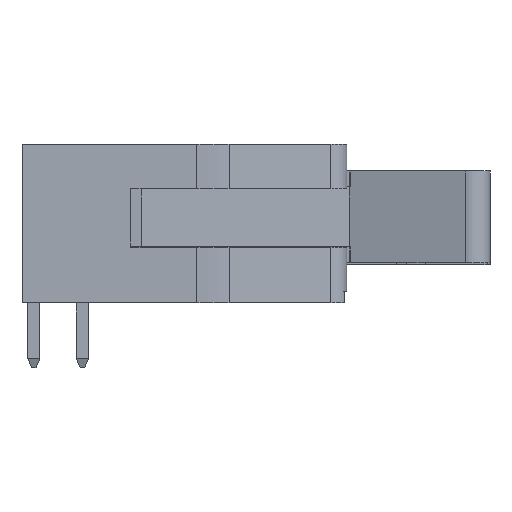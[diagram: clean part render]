
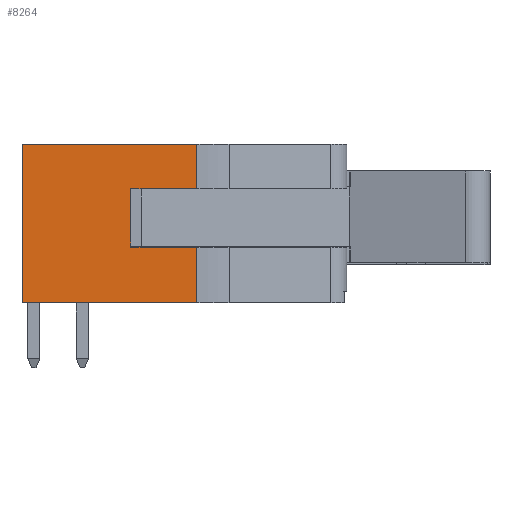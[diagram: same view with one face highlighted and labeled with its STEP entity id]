
A CAD part, front view. The second image highlights one B-rep face of the part: STEP entity #8264.
In plain terms, the highlighted face is planar.
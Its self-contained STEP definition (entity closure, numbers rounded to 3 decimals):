
#414=PLANE('',#8933);
#1058=LINE('',#12512,#2103);
#1061=LINE('',#12523,#2106);
#1066=LINE('',#12534,#2111);
#1403=LINE('',#13265,#2448);
#1450=LINE('',#13369,#2495);
#1462=LINE('',#13401,#2507);
#1463=LINE('',#13403,#2508);
#1464=LINE('',#13405,#2509);
#2103=VECTOR('',#10266,1000.);
#2106=VECTOR('',#10275,1000.);
#2111=VECTOR('',#10284,1000.);
#2448=VECTOR('',#10895,1000.);
#2495=VECTOR('',#11018,1000.);
#2507=VECTOR('',#11058,1000.);
#2508=VECTOR('',#11059,1000.);
#2509=VECTOR('',#11060,1000.);
#4715=ORIENTED_EDGE('',*,*,#5511,.F.);
#4716=ORIENTED_EDGE('',*,*,#5500,.F.);
#4717=ORIENTED_EDGE('',*,*,#5505,.T.);
#4718=ORIENTED_EDGE('',*,*,#5939,.F.);
#4719=ORIENTED_EDGE('',*,*,#5954,.T.);
#4720=ORIENTED_EDGE('',*,*,#5955,.T.);
#4721=ORIENTED_EDGE('',*,*,#5956,.F.);
#4722=ORIENTED_EDGE('',*,*,#5889,.F.);
#5500=EDGE_CURVE('',#6410,#6411,#1058,.T.);
#5505=EDGE_CURVE('',#6410,#6415,#1061,.T.);
#5511=EDGE_CURVE('',#6411,#6420,#1066,.T.);
#5889=EDGE_CURVE('',#6420,#6677,#1403,.T.);
#5939=EDGE_CURVE('',#6695,#6415,#1450,.T.);
#5954=EDGE_CURVE('',#6695,#6702,#1462,.T.);
#5955=EDGE_CURVE('',#6702,#6703,#1463,.T.);
#5956=EDGE_CURVE('',#6677,#6703,#1464,.T.);
#6410=VERTEX_POINT('',#12511);
#6411=VERTEX_POINT('',#12513);
#6415=VERTEX_POINT('',#12522);
#6420=VERTEX_POINT('',#12535);
#6677=VERTEX_POINT('',#13266);
#6695=VERTEX_POINT('',#13368);
#6702=VERTEX_POINT('',#13402);
#6703=VERTEX_POINT('',#13404);
#7287=EDGE_LOOP('',(#4715,#4716,#4717,#4718,#4719,#4720,#4721,#4722));
#7778=FACE_BOUND('',#7287,.T.);
#8264=ADVANCED_FACE('',(#7778),#414,.T.);
#8933=AXIS2_PLACEMENT_3D('',#13400,#11056,#11057);
#10266=DIRECTION('',(0.,1.,0.));
#10275=DIRECTION('',(0.,0.,1.));
#10284=DIRECTION('',(0.,0.,1.));
#10895=DIRECTION('',(0.,1.,0.));
#11018=DIRECTION('',(0.,1.,0.));
#11056=DIRECTION('',(1.,0.,0.));
#11057=DIRECTION('',(0.,0.,-1.));
#11058=DIRECTION('',(0.,0.,-1.));
#11059=DIRECTION('',(0.,1.,0.));
#11060=DIRECTION('',(0.,0.,-1.));
#12511=CARTESIAN_POINT('',(16.1,-1.825,0.7));
#12512=CARTESIAN_POINT('',(16.1,-1.825,0.7));
#12513=CARTESIAN_POINT('',(16.1,1.225,0.7));
#12522=CARTESIAN_POINT('',(16.1,-1.825,4.149));
#12523=CARTESIAN_POINT('',(16.1,-1.825,0.7));
#12534=CARTESIAN_POINT('',(16.1,1.225,0.7));
#12535=CARTESIAN_POINT('',(16.1,1.225,4.149));
#13265=CARTESIAN_POINT('',(16.1,-4.15,4.149));
#13266=CARTESIAN_POINT('',(16.1,4.15,4.149));
#13368=CARTESIAN_POINT('',(16.1,-4.15,4.149));
#13369=CARTESIAN_POINT('',(16.1,-4.15,4.149));
#13400=CARTESIAN_POINT('',(16.1,-4.15,5.));
#13401=CARTESIAN_POINT('',(16.1,-4.15,5.));
#13402=CARTESIAN_POINT('',(16.1,-4.15,-5.));
#13403=CARTESIAN_POINT('',(16.1,-4.15,-5.));
#13404=CARTESIAN_POINT('',(16.1,4.15,-5.));
#13405=CARTESIAN_POINT('',(16.1,4.15,5.));
